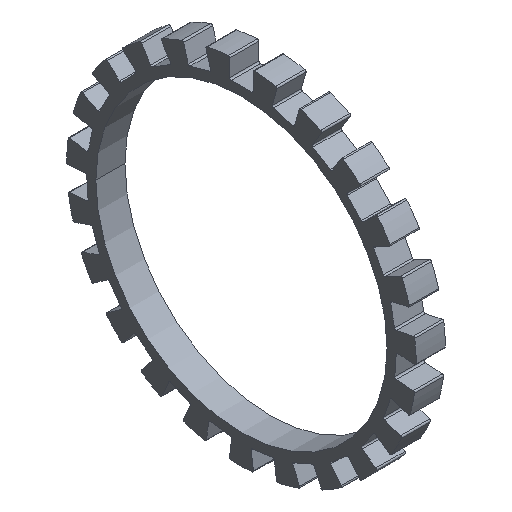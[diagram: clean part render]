
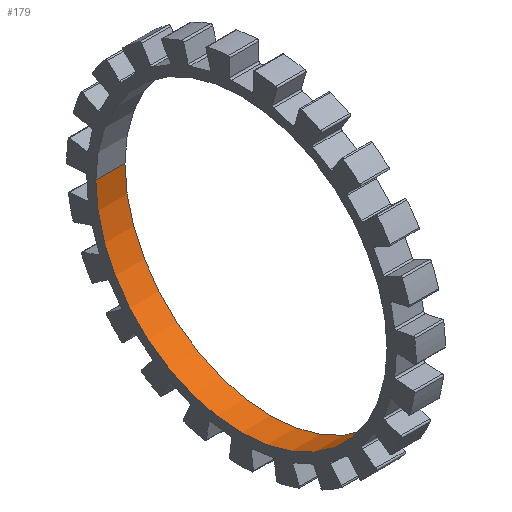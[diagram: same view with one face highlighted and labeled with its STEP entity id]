
A CAD part, isometric view. The second image highlights one B-rep face of the part: STEP entity #179.
In plain terms, the highlighted cylindrical face has radius 25 mm (diameter 50 mm), a partial arc.
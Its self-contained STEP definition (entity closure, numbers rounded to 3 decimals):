
#123=CARTESIAN_POINT('Axis2P3D Location',(2.5,0.,0.)) ;
#132=CARTESIAN_POINT('Vertex',(5.,25.,0.)) ;
#134=CARTESIAN_POINT('Vertex',(5.,-25.,0.)) ;
#137=CARTESIAN_POINT('Line Origine',(2.5,-25.,0.)) ;
#141=CARTESIAN_POINT('Vertex',(0.,-25.,0.)) ;
#148=CARTESIAN_POINT('Vertex',(0.,25.,0.)) ;
#151=CARTESIAN_POINT('Line Origine',(2.5,25.,0.)) ;
#163=CARTESIAN_POINT('Axis2P3D Location',(5.,0.,0.)) ;
#168=CARTESIAN_POINT('Axis2P3D Location',(0.,0.,0.)) ;
#124=DIRECTION('Axis2P3D Direction',(1.,0.,0.)) ;
#125=DIRECTION('Axis2P3D XDirection',(0.,-1.,0.)) ;
#138=DIRECTION('Vector Direction',(1.,0.,0.)) ;
#152=DIRECTION('Vector Direction',(1.,0.,0.)) ;
#164=DIRECTION('Axis2P3D Direction',(1.,0.,0.)) ;
#169=DIRECTION('Axis2P3D Direction',(1.,0.,0.)) ;
#126=AXIS2_PLACEMENT_3D('Cylinder Axis2P3D',#123,#124,#125) ;
#165=AXIS2_PLACEMENT_3D('Circle Axis2P3D',#163,#164,$) ;
#170=AXIS2_PLACEMENT_3D('Circle Axis2P3D',#168,#169,$) ;
#174=ORIENTED_EDGE('',*,*,#167,.T.) ;
#175=ORIENTED_EDGE('',*,*,#155,.F.) ;
#176=ORIENTED_EDGE('',*,*,#172,.F.) ;
#177=ORIENTED_EDGE('',*,*,#143,.T.) ;
#139=VECTOR('Line Direction',#138,1.) ;
#153=VECTOR('Line Direction',#152,1.) ;
#179=ADVANCED_FACE('Corps principal',(#178),#127,.F.) ;
#166=CIRCLE('generated circle',#165,25.) ;
#171=CIRCLE('generated circle',#170,25.) ;
#127=CYLINDRICAL_SURFACE('generated cylinder',#126,25.) ;
#143=EDGE_CURVE('',#142,#135,#140,.T.) ;
#155=EDGE_CURVE('',#149,#133,#154,.T.) ;
#167=EDGE_CURVE('',#135,#133,#166,.T.) ;
#172=EDGE_CURVE('',#142,#149,#171,.T.) ;
#173=EDGE_LOOP('',(#174,#175,#176,#177)) ;
#178=FACE_OUTER_BOUND('',#173,.T.) ;
#140=LINE('Line',#137,#139) ;
#154=LINE('Line',#151,#153) ;
#133=VERTEX_POINT('',#132) ;
#135=VERTEX_POINT('',#134) ;
#142=VERTEX_POINT('',#141) ;
#149=VERTEX_POINT('',#148) ;
